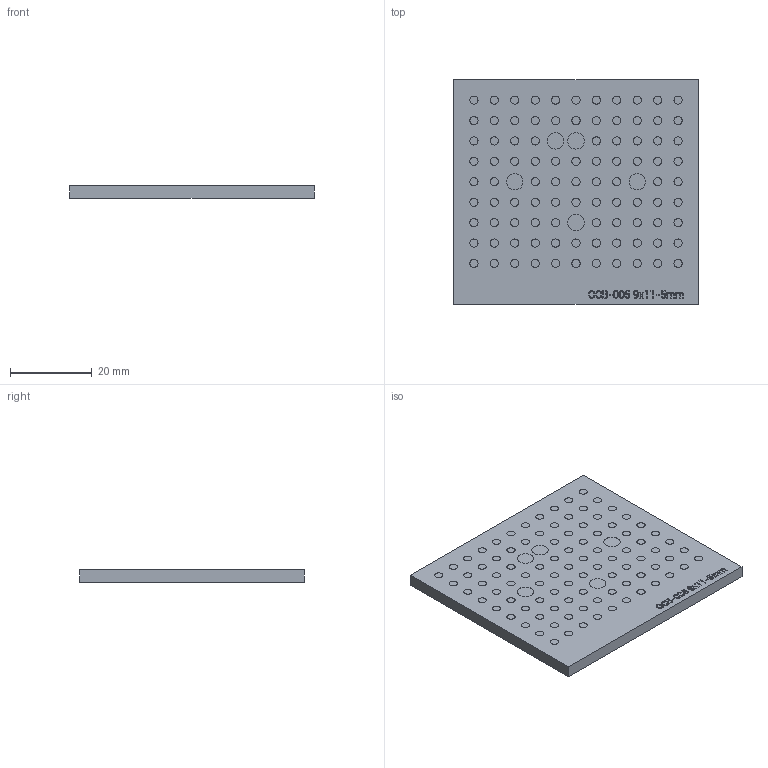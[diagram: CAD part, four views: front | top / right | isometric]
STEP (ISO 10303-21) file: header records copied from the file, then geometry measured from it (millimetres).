
FILE_DESCRIPTION (( 'STEP AP214' ), '1' );
FILE_NAME ('01112365-C001345-OCB-005-反射式玻璃标定板-B.STEP', '2022-06-13T08:43:57', ( '' ), ( '' ), 'SwSTEP 2.0', 'SolidWorks 2017', '' );
FILE_SCHEMA (( 'AUTOMOTIVE_DESIGN' ));
Length unit declared in the file: millimetre
Products named in the file (1): 01112365-C001345-OCB-005-反射式玻璃标定板-B
Bounding box: 60 x 55 x 3 mm (x, y, z)
Volume: 9896.3 mm3; surface area: 7297.7 mm2
Topology: 1 solids, 1 shells, 410 faces, 864 edges, 576 vertices
Faces by surface type: plane 227, cylinder 99, bspline 84
Full cylindrical faces by diameter (mm): 2 x94, 4 x5
Entity records: 15518 total; most frequent: CARTESIAN_POINT 7316, ORIENTED_EDGE 1530, DIRECTION 1449, EDGE_CURVE 765, EDGE_LOOP 629, VERTEX_POINT 576, AXIS2_PLACEMENT_3D 525, FACE_OUTER_BOUND 509
